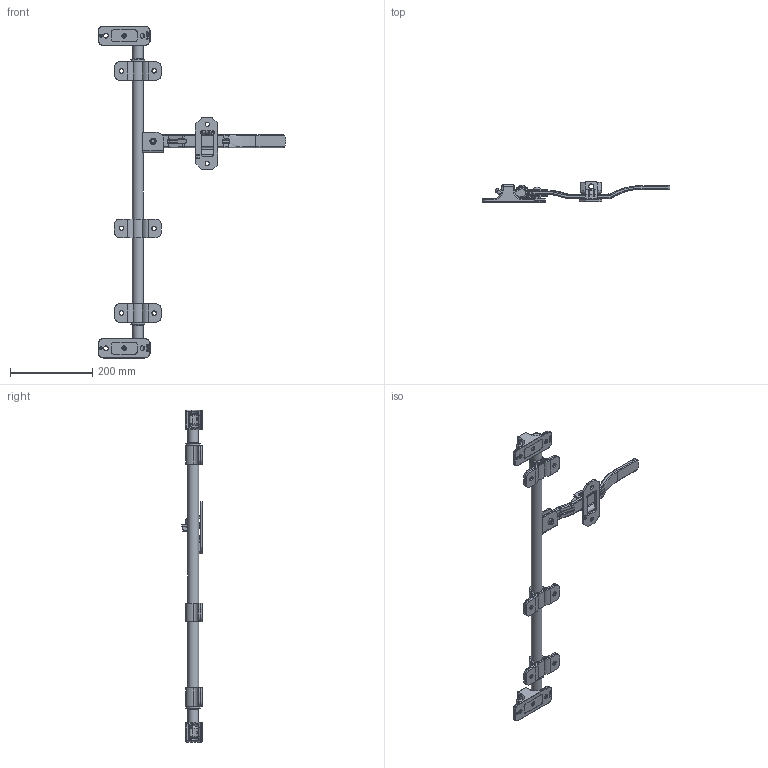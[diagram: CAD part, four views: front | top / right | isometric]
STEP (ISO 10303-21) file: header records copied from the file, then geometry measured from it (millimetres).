
FILE_DESCRIPTION(/* description */ (''),/* implementation_level */ '2;1');
FILE_NAME(/* name */ 'S-5654-X.stp',/* time_stamp */ '2020-11-24T16:36:29-05:00',/* author */ ('jenniferk'),/* organization */ (''),/* preprocessor_version */ 'ST-DEVELOPER v18.1',/* originating_system */ 'Autodesk Inventor 2020',/* authorisation */ '');
FILE_SCHEMA (('AUTOMOTIVE_DESIGN { 1 0 10303 214 3 1 1 }'));
Length unit declared in the file: inch
Products named in the file (1): S-5654-X_Shrinkwrap_1
Bounding box: 457.88 x 49.83 x 809.65 mm (x, y, z)
Volume: 759798 mm3; surface area: 311806.1 mm2
Topology: 18 solids, 18 shells, 1516 faces, 3848 edges, 2388 vertices
Faces by surface type: plane 690, cylinder 353, bspline 335, torus 104, cone 23, sphere 11
Full cylindrical faces by diameter (mm): 8.585 x1, 9.525 x1, 9.906 x2, 10.312 x9, 10.338 x1, 11.125 x10, 12.7 x2, 13.589 x1, 14.3 x1, 20.32 x1, 20.625 x1, 22.225 x1, 25.4 x2, 26.67 x1, 35.052 x2
Entity records: 83781 total; most frequent: CARTESIAN_POINT 47685, ORIENTED_EDGE 7638, DIRECTION 6399, EDGE_CURVE 3819, VERTEX_POINT 2388, AXIS2_PLACEMENT_3D 2212, LINE 1975, VECTOR 1975
